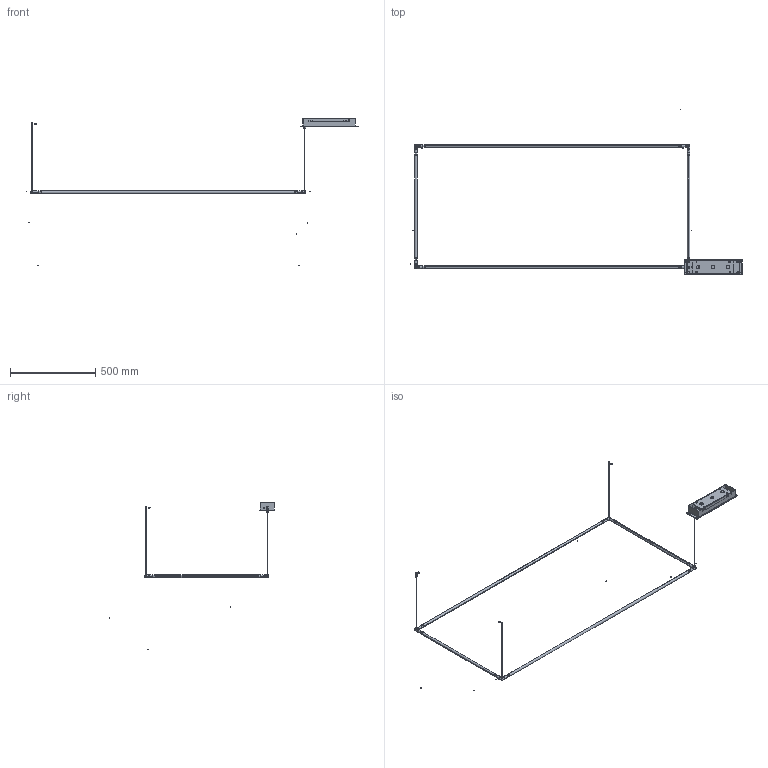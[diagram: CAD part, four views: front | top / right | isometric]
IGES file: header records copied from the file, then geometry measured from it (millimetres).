
Start section: SolidWorks IGES file using analytic representation for surfaces
Global section: file name: 00-8261_00-8296.IGS; native system: SolidWorks 2019; preprocessor: SolidWorks 2019; author: dmontero; date: 200203.152608; units: millimetre
Bounding box: 1952.41 x 971.56 x 864.31 mm (x, y, z)
Surface area: 456059.2 mm2 (no closed solid volume)
Topology: 0 solids, 0 shells, 276 faces, 5384 edges, 5362 vertices
Faces by surface type: revolution 177, bspline 99
